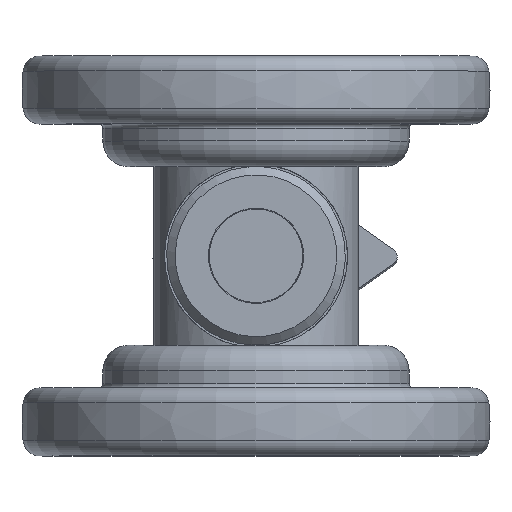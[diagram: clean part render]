
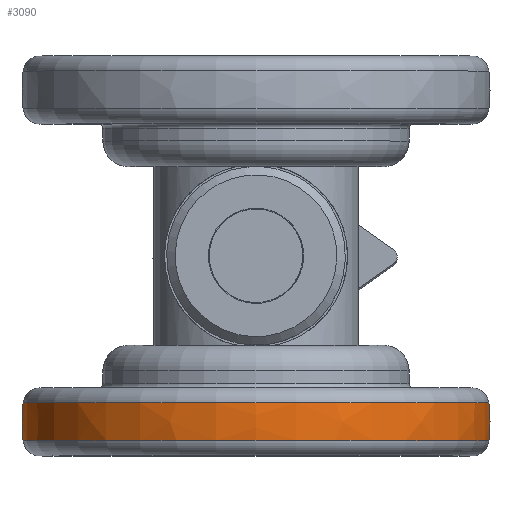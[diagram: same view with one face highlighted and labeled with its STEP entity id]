
A CAD part, top view. The second image highlights one B-rep face of the part: STEP entity #3090.
In plain terms, the highlighted free-form (B-spline) face has degree [2, 2] with [3, 9] control points.
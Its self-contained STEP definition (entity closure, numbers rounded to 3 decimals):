
#29=(
BOUNDED_SURFACE()
B_SPLINE_SURFACE(2,2,((#8968,#8969,#8970,#8971,#8972,#8973,#8974,#8975,
#8976),(#8977,#8978,#8979,#8980,#8981,#8982,#8983,#8984,#8985),(#8986,#8987,
#8988,#8989,#8990,#8991,#8992,#8993,#8994)),.UNSPECIFIED.,.F.,.T.,.F.)
B_SPLINE_SURFACE_WITH_KNOTS((3,3),(3,2,2,2,3),(-0.111,0.111),
(-3.142,-1.571,0.,1.571,3.142),
 .UNSPECIFIED.)
GEOMETRIC_REPRESENTATION_ITEM()
RATIONAL_B_SPLINE_SURFACE(((1.,0.707,1.,0.707,1.,
0.707,1.,0.707,1.),(0.994,0.703,
0.994,0.703,0.994,0.703,
0.994,0.703,0.994),(1.,0.707,
1.,0.707,1.,0.707,1.,0.707,1.)))
REPRESENTATION_ITEM('')
SURFACE()
);
#442=FACE_OUTER_BOUND('',#633,.T.);
#633=EDGE_LOOP('',(#2354,#2355,#2356,#2357,#2358,#2359));
#1012=CIRCLE('',#3589,27.376);
#1013=CIRCLE('',#3590,27.376);
#1015=CIRCLE('',#3592,27.376);
#1016=CIRCLE('',#3593,27.376);
#1017=CIRCLE('',#3594,20.);
#1331=VERTEX_POINT('',#8963);
#1332=VERTEX_POINT('',#8964);
#1333=VERTEX_POINT('',#8995);
#1334=VERTEX_POINT('',#8996);
#1725=EDGE_CURVE('',#1331,#1332,#1012,.T.);
#1726=EDGE_CURVE('',#1332,#1331,#1013,.T.);
#1728=EDGE_CURVE('',#1333,#1334,#1015,.T.);
#1729=EDGE_CURVE('',#1334,#1333,#1016,.T.);
#1730=EDGE_CURVE('',#1334,#1332,#1017,.T.);
#2354=ORIENTED_EDGE('',*,*,#1728,.F.);
#2355=ORIENTED_EDGE('',*,*,#1729,.F.);
#2356=ORIENTED_EDGE('',*,*,#1730,.T.);
#2357=ORIENTED_EDGE('',*,*,#1726,.T.);
#2358=ORIENTED_EDGE('',*,*,#1725,.T.);
#2359=ORIENTED_EDGE('',*,*,#1730,.F.);
#3090=ADVANCED_FACE('',(#442),#29,.F.);
#3589=AXIS2_PLACEMENT_3D('',#8965,#4232,#4233);
#3590=AXIS2_PLACEMENT_3D('',#8966,#4234,#4235);
#3592=AXIS2_PLACEMENT_3D('',#8997,#4238,#4239);
#3593=AXIS2_PLACEMENT_3D('',#8998,#4240,#4241);
#3594=AXIS2_PLACEMENT_3D('',#8999,#4242,#4243);
#4232=DIRECTION('center_axis',(1.,0.,0.));
#4233=DIRECTION('ref_axis',(0.,1.,0.));
#4234=DIRECTION('center_axis',(1.,0.,0.));
#4235=DIRECTION('ref_axis',(0.,1.,0.));
#4238=DIRECTION('center_axis',(1.,0.,0.));
#4239=DIRECTION('ref_axis',(0.,1.,0.));
#4240=DIRECTION('center_axis',(1.,0.,0.));
#4241=DIRECTION('ref_axis',(0.,1.,0.));
#4242=DIRECTION('center_axis',(0.,-1.,0.));
#4243=DIRECTION('ref_axis',(0.,0.,1.));
#8963=CARTESIAN_POINT('',(1.778,27.376,0.));
#8964=CARTESIAN_POINT('',(1.778,0.,27.376));
#8965=CARTESIAN_POINT('Origin',(1.778,0.,0.));
#8966=CARTESIAN_POINT('Origin',(1.778,0.,0.));
#8968=CARTESIAN_POINT('Ctrl Pts',(1.778,0.,27.376));
#8969=CARTESIAN_POINT('Ctrl Pts',(1.778,-27.376,27.376));
#8970=CARTESIAN_POINT('Ctrl Pts',(1.778,-27.376,0.));
#8971=CARTESIAN_POINT('Ctrl Pts',(1.778,-27.376,-27.376));
#8972=CARTESIAN_POINT('Ctrl Pts',(1.778,0.,-27.376));
#8973=CARTESIAN_POINT('Ctrl Pts',(1.778,27.376,-27.376));
#8974=CARTESIAN_POINT('Ctrl Pts',(1.778,27.376,0.));
#8975=CARTESIAN_POINT('Ctrl Pts',(1.778,27.376,27.376));
#8976=CARTESIAN_POINT('Ctrl Pts',(1.778,0.,27.376));
#8977=CARTESIAN_POINT('Ctrl Pts',(4.,0.,27.625));
#8978=CARTESIAN_POINT('Ctrl Pts',(4.,-27.625,27.625));
#8979=CARTESIAN_POINT('Ctrl Pts',(4.,-27.625,0.));
#8980=CARTESIAN_POINT('Ctrl Pts',(4.,-27.625,-27.625));
#8981=CARTESIAN_POINT('Ctrl Pts',(4.,0.,-27.625));
#8982=CARTESIAN_POINT('Ctrl Pts',(4.,27.625,-27.625));
#8983=CARTESIAN_POINT('Ctrl Pts',(4.,27.625,0.));
#8984=CARTESIAN_POINT('Ctrl Pts',(4.,27.625,27.625));
#8985=CARTESIAN_POINT('Ctrl Pts',(4.,0.,27.625));
#8986=CARTESIAN_POINT('Ctrl Pts',(6.222,0.,27.376));
#8987=CARTESIAN_POINT('Ctrl Pts',(6.222,-27.376,27.376));
#8988=CARTESIAN_POINT('Ctrl Pts',(6.222,-27.376,0.));
#8989=CARTESIAN_POINT('Ctrl Pts',(6.222,-27.376,-27.376));
#8990=CARTESIAN_POINT('Ctrl Pts',(6.222,0.,-27.376));
#8991=CARTESIAN_POINT('Ctrl Pts',(6.222,27.376,-27.376));
#8992=CARTESIAN_POINT('Ctrl Pts',(6.222,27.376,0.));
#8993=CARTESIAN_POINT('Ctrl Pts',(6.222,27.376,27.376));
#8994=CARTESIAN_POINT('Ctrl Pts',(6.222,0.,27.376));
#8995=CARTESIAN_POINT('',(6.222,27.376,0.));
#8996=CARTESIAN_POINT('',(6.222,0.,27.376));
#8997=CARTESIAN_POINT('Origin',(6.222,0.,0.));
#8998=CARTESIAN_POINT('Origin',(6.222,0.,0.));
#8999=CARTESIAN_POINT('Origin',(4.,0.,
7.5));
